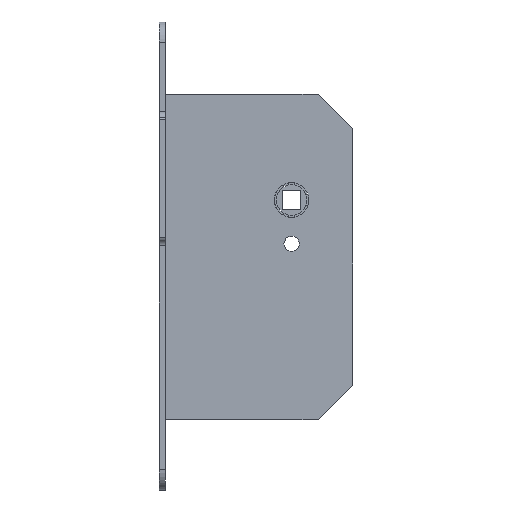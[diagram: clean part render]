
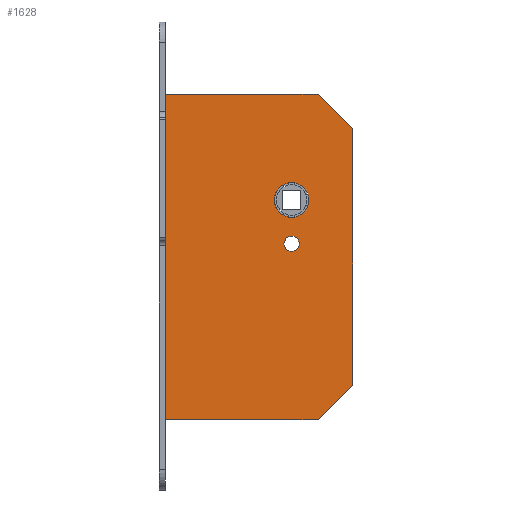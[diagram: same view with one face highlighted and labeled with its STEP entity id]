
A CAD part, top view. The second image highlights one B-rep face of the part: STEP entity #1628.
In plain terms, the highlighted planar face has unit normal (0, 0, 1).
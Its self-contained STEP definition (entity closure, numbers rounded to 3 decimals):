
#5 = CARTESIAN_POINT ( 'NONE',  ( 0., -21.5, 7.75 ) ) ;
#130 = EDGE_CURVE ( 'NONE', #6996, #4173, #1144, .T. ) ;
#241 = ORIENTED_EDGE ( 'NONE', *, *, #9600, .F. ) ;
#341 = EDGE_CURVE ( 'NONE', #10368, #7216, #4065, .T. ) ;
#345 = ORIENTED_EDGE ( 'NONE', *, *, #130, .F. ) ;
#589 = ORIENTED_EDGE ( 'NONE', *, *, #341, .T. ) ;
#652 = DIRECTION ( 'NONE',  ( 0., 0., 1. ) ) ;
#730 = DIRECTION ( 'NONE',  ( 1., 0., 0. ) ) ;
#776 = VECTOR ( 'NONE', #11312, 1000. ) ;
#843 = ORIENTED_EDGE ( 'NONE', *, *, #14962, .F. ) ;
#1037 = LINE ( 'NONE', #5420, #8423 ) ;
#1098 = CARTESIAN_POINT ( 'NONE',  ( -3.75, -21.5, 7.75 ) ) ;
#1144 = CIRCLE ( 'NONE', #13131, 3.75 ) ;
#1206 = DIRECTION ( 'NONE',  ( 0., 1., 0. ) ) ;
#1245 = FACE_BOUND ( 'NONE', #9465, .T. ) ;
#1385 = VERTEX_POINT ( 'NONE', #2803 ) ;
#1388 = DIRECTION ( 'NONE',  ( 0., 0., 1. ) ) ;
#1628 = ADVANCED_FACE ( 'NONE', ( #1245, #11963, #8225 ), #10665, .T. ) ;
#1769 = AXIS2_PLACEMENT_3D ( 'NONE', #2815, #13369, #730 ) ;
#2189 = DIRECTION ( 'NONE',  ( -1., 0., 0. ) ) ;
#2281 = CARTESIAN_POINT ( 'NONE',  ( 0., 0., 7.75 ) ) ;
#2355 = DIRECTION ( 'NONE',  ( 1., 0., 0. ) ) ;
#2462 = DIRECTION ( 'NONE',  ( 1., 0., 0. ) ) ;
#2480 = CARTESIAN_POINT ( 'NONE',  ( 8.5, 0., 7.75 ) ) ;
#2803 = CARTESIAN_POINT ( 'NONE',  ( 13., 52., 7.75 ) ) ;
#2815 = CARTESIAN_POINT ( 'NONE',  ( 0., -21.5, 7.75 ) ) ;
#2852 = CARTESIAN_POINT ( 'NONE',  ( -62., 52., 7.75 ) ) ;
#3035 = LINE ( 'NONE', #5492, #776 ) ;
#3189 = ORIENTED_EDGE ( 'NONE', *, *, #6709, .F. ) ;
#3463 = CARTESIAN_POINT ( 'NONE',  ( 13., -108., 7.75 ) ) ;
#3615 = LINE ( 'NONE', #8293, #9551 ) ;
#3972 = VECTOR ( 'NONE', #9185, 1000. ) ;
#3993 = EDGE_CURVE ( 'NONE', #1385, #10368, #1037, .T. ) ;
#4065 = LINE ( 'NONE', #2852, #5077 ) ;
#4076 = CARTESIAN_POINT ( 'NONE',  ( -62., -108., 7.75 ) ) ;
#4173 = VERTEX_POINT ( 'NONE', #10473 ) ;
#4513 = LINE ( 'NONE', #9461, #3972 ) ;
#4656 = LINE ( 'NONE', #14907, #6858 ) ;
#5077 = VECTOR ( 'NONE', #13257, 1000. ) ;
#5420 = CARTESIAN_POINT ( 'NONE',  ( 13., 52., 7.75 ) ) ;
#5483 = CARTESIAN_POINT ( 'NONE',  ( -8.5, 0., 7.75 ) ) ;
#5492 = CARTESIAN_POINT ( 'NONE',  ( 30., 35., 7.75 ) ) ;
#6146 = DIRECTION ( 'NONE',  ( 1., 0., 0. ) ) ;
#6268 = VERTEX_POINT ( 'NONE', #9275 ) ;
#6607 = EDGE_CURVE ( 'NONE', #6268, #12417, #4656, .T. ) ;
#6709 = EDGE_CURVE ( 'NONE', #11122, #8672, #13203, .T. ) ;
#6858 = VECTOR ( 'NONE', #1206, 1000. ) ;
#6933 = AXIS2_PLACEMENT_3D ( 'NONE', #7750, #14705, #8823 ) ;
#6996 = VERTEX_POINT ( 'NONE', #1098 ) ;
#7080 = EDGE_CURVE ( 'NONE', #7216, #10197, #3615, .T. ) ;
#7216 = VERTEX_POINT ( 'NONE', #4076 ) ;
#7750 = CARTESIAN_POINT ( 'NONE',  ( 0., 0., 7.75 ) ) ;
#8225 = FACE_BOUND ( 'NONE', #14476, .T. ) ;
#8293 = CARTESIAN_POINT ( 'NONE',  ( -62., -108., 7.75 ) ) ;
#8294 = CARTESIAN_POINT ( 'NONE',  ( 0., 0., 7.75 ) ) ;
#8423 = VECTOR ( 'NONE', #2189, 1000. ) ;
#8672 = VERTEX_POINT ( 'NONE', #5483 ) ;
#8823 = DIRECTION ( 'NONE',  ( 1., 0., 0. ) ) ;
#9103 = CARTESIAN_POINT ( 'NONE',  ( -62., 52., 7.75 ) ) ;
#9138 = DIRECTION ( 'NONE',  ( 1., 0., 0. ) ) ;
#9185 = DIRECTION ( 'NONE',  ( 0.707, 0.707, 0. ) ) ;
#9275 = CARTESIAN_POINT ( 'NONE',  ( 30., -91., 7.75 ) ) ;
#9461 = CARTESIAN_POINT ( 'NONE',  ( 13., -108., 7.75 ) ) ;
#9465 = EDGE_LOOP ( 'NONE', ( #345, #241 ) ) ;
#9551 = VECTOR ( 'NONE', #2462, 1000. ) ;
#9600 = EDGE_CURVE ( 'NONE', #4173, #6996, #13003, .T. ) ;
#9616 = ORIENTED_EDGE ( 'NONE', *, *, #14170, .T. ) ;
#10197 = VERTEX_POINT ( 'NONE', #3463 ) ;
#10368 = VERTEX_POINT ( 'NONE', #9103 ) ;
#10473 = CARTESIAN_POINT ( 'NONE',  ( 3.75, -21.5, 7.75 ) ) ;
#10665 = PLANE ( 'NONE',  #13020 ) ;
#11122 = VERTEX_POINT ( 'NONE', #2480 ) ;
#11212 = ORIENTED_EDGE ( 'NONE', *, *, #12272, .T. ) ;
#11312 = DIRECTION ( 'NONE',  ( -0.707, 0.707, 0. ) ) ;
#11414 = DIRECTION ( 'NONE',  ( 0., 0., 1. ) ) ;
#11963 = FACE_OUTER_BOUND ( 'NONE', #13258, .T. ) ;
#12272 = EDGE_CURVE ( 'NONE', #10197, #6268, #4513, .T. ) ;
#12417 = VERTEX_POINT ( 'NONE', #14505 ) ;
#12478 = AXIS2_PLACEMENT_3D ( 'NONE', #2281, #11414, #2355 ) ;
#13003 = CIRCLE ( 'NONE', #1769, 3.75 ) ;
#13020 = AXIS2_PLACEMENT_3D ( 'NONE', #8294, #1388, #6146 ) ;
#13131 = AXIS2_PLACEMENT_3D ( 'NONE', #5, #652, #9138 ) ;
#13203 = CIRCLE ( 'NONE', #12478, 8.5 ) ;
#13257 = DIRECTION ( 'NONE',  ( 0., -1., 0. ) ) ;
#13258 = EDGE_LOOP ( 'NONE', ( #13273, #589, #14365, #11212, #14551, #9616 ) ) ;
#13273 = ORIENTED_EDGE ( 'NONE', *, *, #3993, .T. ) ;
#13369 = DIRECTION ( 'NONE',  ( 0., 0., 1. ) ) ;
#14170 = EDGE_CURVE ( 'NONE', #12417, #1385, #3035, .T. ) ;
#14250 = CIRCLE ( 'NONE', #6933, 8.5 ) ;
#14365 = ORIENTED_EDGE ( 'NONE', *, *, #7080, .T. ) ;
#14476 = EDGE_LOOP ( 'NONE', ( #843, #3189 ) ) ;
#14505 = CARTESIAN_POINT ( 'NONE',  ( 30., 35., 7.75 ) ) ;
#14551 = ORIENTED_EDGE ( 'NONE', *, *, #6607, .T. ) ;
#14705 = DIRECTION ( 'NONE',  ( 0., 0., 1. ) ) ;
#14907 = CARTESIAN_POINT ( 'NONE',  ( 30., -91., 7.75 ) ) ;
#14962 = EDGE_CURVE ( 'NONE', #8672, #11122, #14250, .T. ) ;
